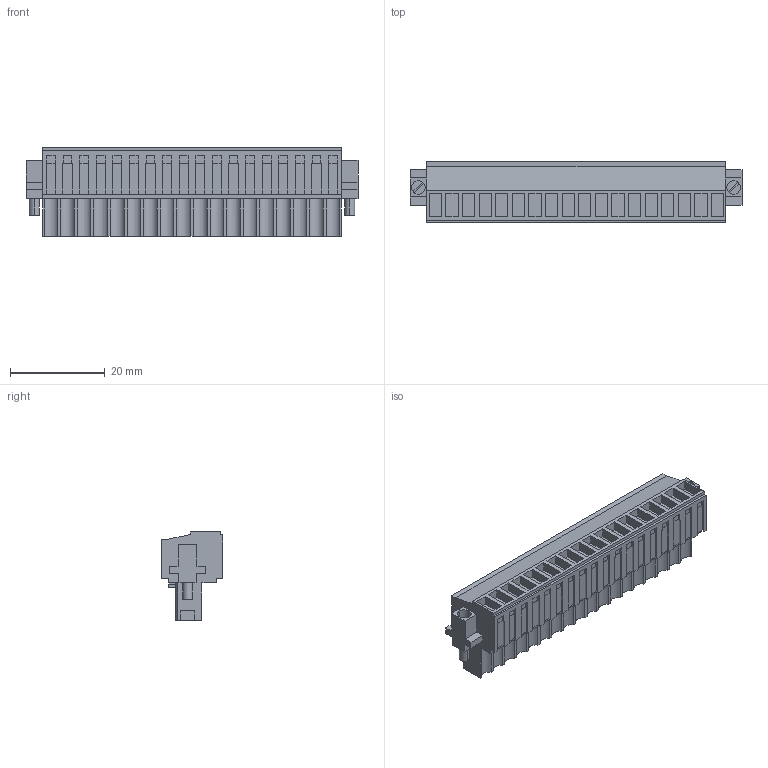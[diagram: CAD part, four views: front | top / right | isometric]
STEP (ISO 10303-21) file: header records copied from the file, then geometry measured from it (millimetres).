
FILE_DESCRIPTION(('CATIA V5R24 STEP','CAx-IF Rec.Pracs.--- Model Styling and Organization---1.2---2011-12-15'),'2;1');
FILE_NAME ('D1453653_0_1620770000_1620770000.stp','2017-05-09T13:02:26+00:00',('none'),('Weidmueller'),'CATIA Version 5-6 Release 2014 SP4 HF52','CATIA V5 STEP AP214','none');
FILE_SCHEMA(('AUTOMOTIVE_DESIGN { 1 0 10303 214 1 1 1 1 }'));
Length unit declared in the file: millimetre
Products named in the file (1): 1620770000
Bounding box: 70 x 12.9 x 18.7 mm (x, y, z)
Volume: 9534 mm3; surface area: 7573 mm2
Topology: 21 solids, 21 shells, 1129 faces, 3163 edges, 2154 vertices
Faces by surface type: plane 1001, cylinder 128
Entity records: 34773 total; most frequent: CARTESIAN_POINT 6359, ORIENTED_EDGE 6326, DIRECTION 4496, EDGE_CURVE 3163, VECTOR 2715, LINE 2715, VERTEX_POINT 2154, EDGE_LOOP 1211
